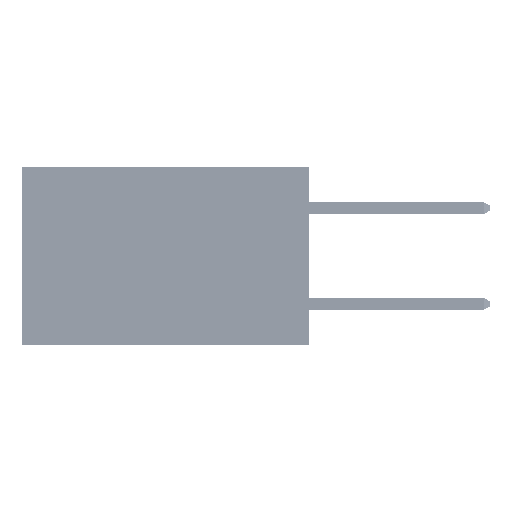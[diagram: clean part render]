
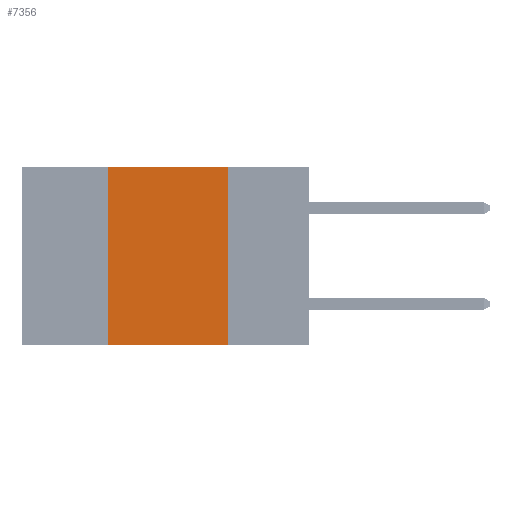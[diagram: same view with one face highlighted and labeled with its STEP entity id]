
A CAD part, left-side view. The second image highlights one B-rep face of the part: STEP entity #7356.
In plain terms, the highlighted planar face has unit normal (-1, 0, 0).
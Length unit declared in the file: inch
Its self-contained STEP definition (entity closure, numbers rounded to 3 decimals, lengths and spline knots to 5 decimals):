
#1266 = EDGE_LOOP ( 'NONE', ( #9611, #2100, #23063, #20765 ) ) ;
#1910 = DIRECTION ( 'NONE',  ( 0., 0., -1. ) ) ;
#2100 = ORIENTED_EDGE ( 'NONE', *, *, #27292, .F. ) ;
#4960 = VERTEX_POINT ( 'NONE', #10171 ) ;
#7356 = ADVANCED_FACE ( 'NONE', ( #48915 ), #18244, .F. ) ;
#9611 = ORIENTED_EDGE ( 'NONE', *, *, #29693, .F. ) ;
#10171 = CARTESIAN_POINT ( 'NONE',  ( 0., 0.42, -0.37 ) ) ;
#10716 = DIRECTION ( 'NONE',  ( 0., 0., -1. ) ) ;
#10889 = CARTESIAN_POINT ( 'NONE',  ( 0., 0.17, 0. ) ) ;
#13528 = LINE ( 'NONE', #22484, #45982 ) ;
#13581 = VERTEX_POINT ( 'NONE', #42425 ) ;
#18244 = PLANE ( 'NONE',  #23445 ) ;
#20746 = VECTOR ( 'NONE', #10716, 39.37008 ) ;
#20765 = ORIENTED_EDGE ( 'NONE', *, *, #44259, .T. ) ;
#22484 = CARTESIAN_POINT ( 'NONE',  ( 0., 0.6, 0. ) ) ;
#23063 = ORIENTED_EDGE ( 'NONE', *, *, #42424, .F. ) ;
#23445 = AXIS2_PLACEMENT_3D ( 'NONE', #30344, #50455, #1910 ) ;
#24554 = LINE ( 'NONE', #10889, #20746 ) ;
#27292 = EDGE_CURVE ( 'NONE', #40344, #45267, #13528, .T. ) ;
#29693 = EDGE_CURVE ( 'NONE', #45267, #13581, #24554, .T. ) ;
#30344 = CARTESIAN_POINT ( 'NONE',  ( 0., 0.6, 0. ) ) ;
#37598 = DIRECTION ( 'NONE',  ( 0., 0., 1. ) ) ;
#38431 = CARTESIAN_POINT ( 'NONE',  ( 0., 0.17, 0. ) ) ;
#38589 = CARTESIAN_POINT ( 'NONE',  ( 0., 0.6, -0.37 ) ) ;
#39120 = CARTESIAN_POINT ( 'NONE',  ( 0., 0.42, 0. ) ) ;
#40344 = VERTEX_POINT ( 'NONE', #39120 ) ;
#40475 = VECTOR ( 'NONE', #37598, 39.37008 ) ;
#42166 = DIRECTION ( 'NONE',  ( 0., -1., 0. ) ) ;
#42424 = EDGE_CURVE ( 'NONE', #4960, #40344, #51285, .T. ) ;
#42425 = CARTESIAN_POINT ( 'NONE',  ( 0., 0.17, -0.37 ) ) ;
#43135 = DIRECTION ( 'NONE',  ( 0., -1., 0. ) ) ;
#44259 = EDGE_CURVE ( 'NONE', #4960, #13581, #49145, .T. ) ;
#44698 = VECTOR ( 'NONE', #42166, 39.37008 ) ;
#45267 = VERTEX_POINT ( 'NONE', #38431 ) ;
#45982 = VECTOR ( 'NONE', #43135, 39.37008 ) ;
#46511 = CARTESIAN_POINT ( 'NONE',  ( 0., 0.42, 0. ) ) ;
#48915 = FACE_OUTER_BOUND ( 'NONE', #1266, .T. ) ;
#49145 = LINE ( 'NONE', #38589, #44698 ) ;
#50455 = DIRECTION ( 'NONE',  ( 1., 0., 0. ) ) ;
#51285 = LINE ( 'NONE', #46511, #40475 ) ;
